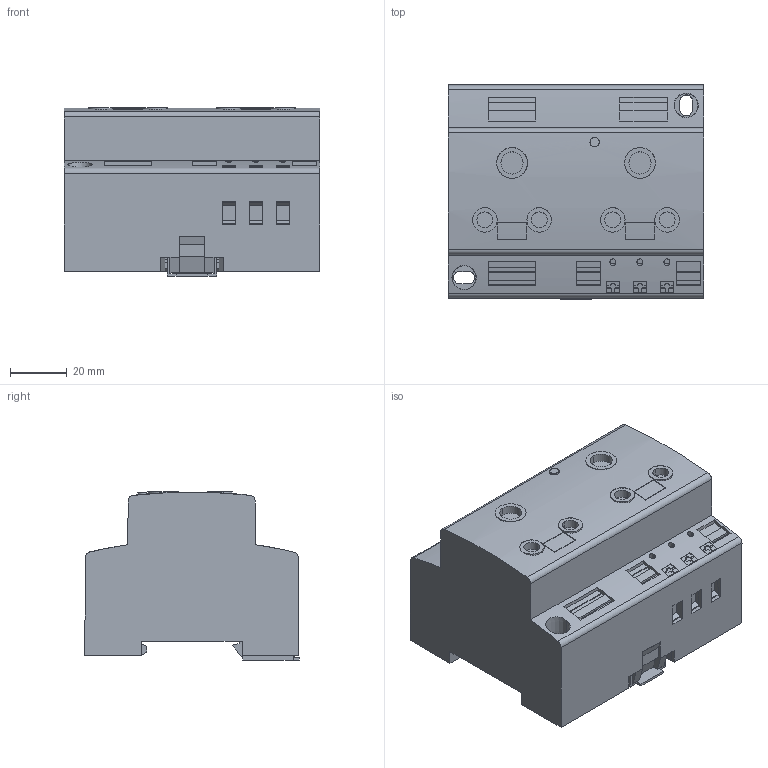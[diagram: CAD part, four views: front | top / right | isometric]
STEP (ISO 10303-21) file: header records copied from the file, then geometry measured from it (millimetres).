
FILE_DESCRIPTION(('Creo Elements/Direct Modeling STEP Export'),'2;1');
FILE_NAME('model.stp','2020-09-05T 0:40:59',(''),(''),'Creo Elements/Direct Modeling STEP processor for AP214 (Solid Model)','Creo Elements/Direct Modeling 20.1A 29-Sep-2018 (C) Parametric Technology GmbH','');
FILE_SCHEMA(('AUTOMOTIVE_DESIGN { 1 0 10303 214 1 1 1 1 }'));
Length unit declared in the file: millimetre
Products named in the file (2): 0804013_EO_D_PT_LED_DUO-select
Assembly tree (1 placements, depth 2):
  0804013_EO_D_PT_LED_DUO-select
    0804013_EO_D_PT_LED_DUO-select
Bounding box: 90 x 75.48 x 59.15 mm (x, y, z)
Volume: 311851.1 mm3; surface area: 34499 mm2
Topology: 1 solids, 1 shells, 298 faces, 799 edges, 532 vertices
Faces by surface type: plane 230, cylinder 41, extrusion 23, cone 4
Entity records: 16871 total; most frequent: CARTESIAN_POINT 7527, ORIENTED_EDGE 1598, DIRECTION 1281, EDGE_CURVE 799, VECTOR 613, LINE 589, VERTEX_POINT 532, AXIS2_PLACEMENT_3D 334
